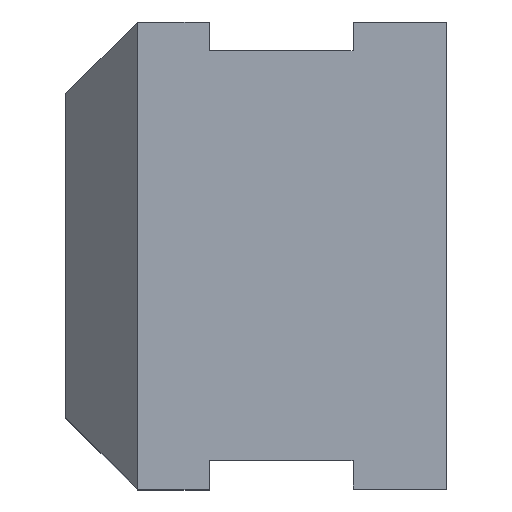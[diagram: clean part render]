
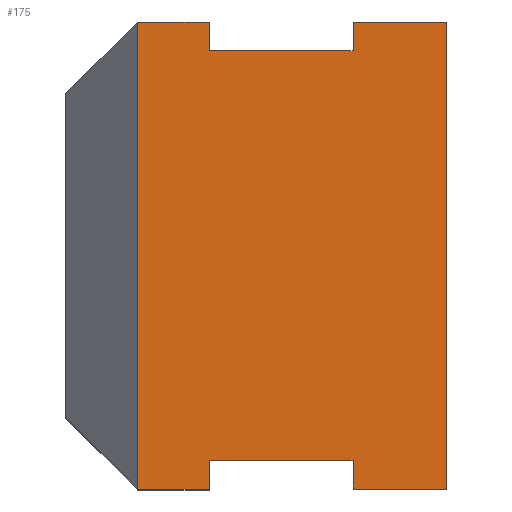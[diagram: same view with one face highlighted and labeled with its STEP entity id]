
A CAD part, top view. The second image highlights one B-rep face of the part: STEP entity #175.
In plain terms, the highlighted planar face has unit normal (0, 0, 1).
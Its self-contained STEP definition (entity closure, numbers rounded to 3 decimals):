
#32 = VERTEX_POINT('',#33);
#33 = CARTESIAN_POINT('',(-1.,-4.64,14.095));
#39 = EDGE_CURVE('',#40,#32,#42,.T.);
#40 = VERTEX_POINT('',#41);
#41 = CARTESIAN_POINT('',(0.,-4.64,14.095));
#42 = LINE('',#43,#44);
#43 = CARTESIAN_POINT('',(0.,-4.64,14.095));
#44 = VECTOR('',#45,1.);
#45 = DIRECTION('',(-1.,0.,0.));
#124 = EDGE_CURVE('',#40,#125,#127,.T.);
#125 = VERTEX_POINT('',#126);
#126 = CARTESIAN_POINT('',(0.,-5.04,14.095));
#127 = LINE('',#128,#129);
#128 = CARTESIAN_POINT('',(0.,-4.64,14.095));
#129 = VECTOR('',#130,1.);
#130 = DIRECTION('',(0.,-1.,0.));
#149 = VERTEX_POINT('',#150);
#150 = CARTESIAN_POINT('',(0.,-10.74,14.095));
#156 = EDGE_CURVE('',#149,#157,#159,.T.);
#157 = VERTEX_POINT('',#158);
#158 = CARTESIAN_POINT('',(0.,-11.14,14.095));
#159 = LINE('',#160,#161);
#160 = CARTESIAN_POINT('',(0.,-4.64,14.095));
#161 = VECTOR('',#162,1.);
#162 = DIRECTION('',(0.,-1.,0.));
#175 = ADVANCED_FACE('',(#176),#249,.T.);
#176 = FACE_BOUND('',#177,.T.);
#177 = EDGE_LOOP('',(#178,#179,#187,#193,#194,#202,#210,#218,#226,#234,
    #242,#248));
#178 = ORIENTED_EDGE('',*,*,#39,.T.);
#179 = ORIENTED_EDGE('',*,*,#180,.T.);
#180 = EDGE_CURVE('',#32,#181,#183,.T.);
#181 = VERTEX_POINT('',#182);
#182 = CARTESIAN_POINT('',(-1.,-11.14,14.095));
#183 = LINE('',#184,#185);
#184 = CARTESIAN_POINT('',(-1.,-4.64,14.095));
#185 = VECTOR('',#186,1.);
#186 = DIRECTION('',(-0.,-1.,0.));
#187 = ORIENTED_EDGE('',*,*,#188,.F.);
#188 = EDGE_CURVE('',#157,#181,#189,.T.);
#189 = LINE('',#190,#191);
#190 = CARTESIAN_POINT('',(0.,-11.14,14.095));
#191 = VECTOR('',#192,1.);
#192 = DIRECTION('',(-1.,0.,0.));
#193 = ORIENTED_EDGE('',*,*,#156,.F.);
#194 = ORIENTED_EDGE('',*,*,#195,.T.);
#195 = EDGE_CURVE('',#149,#196,#198,.T.);
#196 = VERTEX_POINT('',#197);
#197 = CARTESIAN_POINT('',(2.,-10.74,14.095));
#198 = LINE('',#199,#200);
#199 = CARTESIAN_POINT('',(0.,-10.74,14.095));
#200 = VECTOR('',#201,1.);
#201 = DIRECTION('',(1.,0.,0.));
#202 = ORIENTED_EDGE('',*,*,#203,.T.);
#203 = EDGE_CURVE('',#196,#204,#206,.T.);
#204 = VERTEX_POINT('',#205);
#205 = CARTESIAN_POINT('',(2.,-11.14,14.095));
#206 = LINE('',#207,#208);
#207 = CARTESIAN_POINT('',(2.,-4.64,14.095));
#208 = VECTOR('',#209,1.);
#209 = DIRECTION('',(0.,-1.,0.));
#210 = ORIENTED_EDGE('',*,*,#211,.T.);
#211 = EDGE_CURVE('',#204,#212,#214,.T.);
#212 = VERTEX_POINT('',#213);
#213 = CARTESIAN_POINT('',(3.3,-11.14,14.095));
#214 = LINE('',#215,#216);
#215 = CARTESIAN_POINT('',(2.,-11.14,14.095));
#216 = VECTOR('',#217,1.);
#217 = DIRECTION('',(1.,0.,0.));
#218 = ORIENTED_EDGE('',*,*,#219,.F.);
#219 = EDGE_CURVE('',#220,#212,#222,.T.);
#220 = VERTEX_POINT('',#221);
#221 = CARTESIAN_POINT('',(3.3,-4.64,14.095));
#222 = LINE('',#223,#224);
#223 = CARTESIAN_POINT('',(3.3,-4.64,14.095));
#224 = VECTOR('',#225,1.);
#225 = DIRECTION('',(0.,-1.,0.));
#226 = ORIENTED_EDGE('',*,*,#227,.F.);
#227 = EDGE_CURVE('',#228,#220,#230,.T.);
#228 = VERTEX_POINT('',#229);
#229 = CARTESIAN_POINT('',(2.,-4.64,14.095));
#230 = LINE('',#231,#232);
#231 = CARTESIAN_POINT('',(2.,-4.64,14.095));
#232 = VECTOR('',#233,1.);
#233 = DIRECTION('',(1.,0.,0.));
#234 = ORIENTED_EDGE('',*,*,#235,.T.);
#235 = EDGE_CURVE('',#228,#236,#238,.T.);
#236 = VERTEX_POINT('',#237);
#237 = CARTESIAN_POINT('',(2.,-5.04,14.095));
#238 = LINE('',#239,#240);
#239 = CARTESIAN_POINT('',(2.,-4.64,14.095));
#240 = VECTOR('',#241,1.);
#241 = DIRECTION('',(0.,-1.,0.));
#242 = ORIENTED_EDGE('',*,*,#243,.F.);
#243 = EDGE_CURVE('',#125,#236,#244,.T.);
#244 = LINE('',#245,#246);
#245 = CARTESIAN_POINT('',(0.,-5.04,14.095));
#246 = VECTOR('',#247,1.);
#247 = DIRECTION('',(1.,0.,0.));
#248 = ORIENTED_EDGE('',*,*,#124,.F.);
#249 = PLANE('',#250);
#250 = AXIS2_PLACEMENT_3D('',#251,#252,#253);
#251 = CARTESIAN_POINT('',(0.672,-7.89,14.095));
#252 = DIRECTION('',(0.,0.,1.));
#253 = DIRECTION('',(1.,0.,0.));
